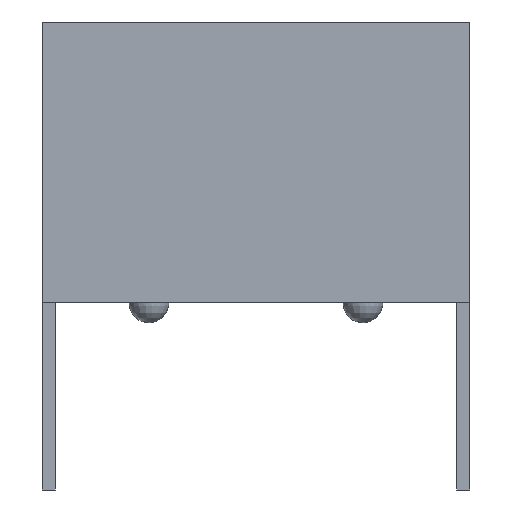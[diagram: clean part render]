
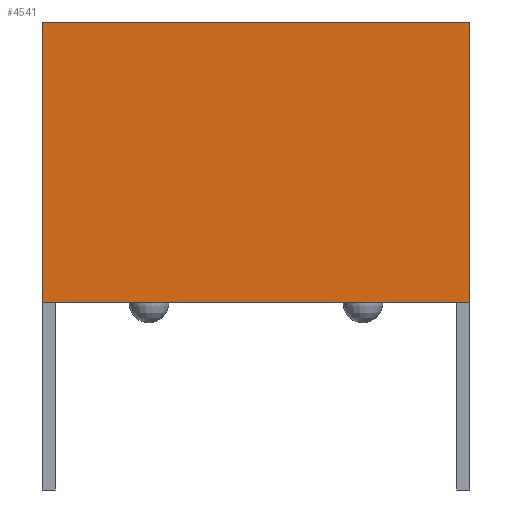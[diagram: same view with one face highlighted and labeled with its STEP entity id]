
A CAD part, front view. The second image highlights one B-rep face of the part: STEP entity #4541.
In plain terms, the highlighted face is a extrusion surface.
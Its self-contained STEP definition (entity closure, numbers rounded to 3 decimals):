
#1388 = SURFACE_OF_LINEAR_EXTRUSION('',#1389,#1393);
#1389 = LINE('',#1390,#1391);
#1390 = CARTESIAN_POINT('',(-4.064,3.81,0.456));
#1391 = VECTOR('',#1392,1.);
#1392 = DIRECTION('',(0.,-1.,0.));
#1393 = VECTOR('',#1394,1.);
#1394 = DIRECTION('',(0.,0.,1.));
#1434 = SURFACE_OF_LINEAR_EXTRUSION('',#1435,#1439);
#1435 = LINE('',#1436,#1437);
#1436 = CARTESIAN_POINT('',(-4.064,3.81,0.456));
#1437 = VECTOR('',#1438,1.);
#1438 = DIRECTION('',(1.,0.,0.));
#1439 = VECTOR('',#1440,1.);
#1440 = DIRECTION('',(0.,-1.,0.));
#1489 = VERTEX_POINT('',#1490);
#1490 = CARTESIAN_POINT('',(4.064,-3.81,0.456));
#1503 = SURFACE_OF_LINEAR_EXTRUSION('',#1504,#1508);
#1504 = LINE('',#1505,#1506);
#1505 = CARTESIAN_POINT('',(4.064,-3.81,0.456));
#1506 = VECTOR('',#1507,1.);
#1507 = DIRECTION('',(0.,1.,0.));
#1508 = VECTOR('',#1509,1.);
#1509 = DIRECTION('',(0.,0.,1.));
#1516 = EDGE_CURVE('',#1489,#1517,#1519,.T.);
#1517 = VERTEX_POINT('',#1518);
#1518 = CARTESIAN_POINT('',(-4.064,-3.81,0.456));
#1519 = SURFACE_CURVE('',#1520,(#1524,#1530),.PCURVE_S1.);
#1520 = LINE('',#1521,#1522);
#1521 = CARTESIAN_POINT('',(4.064,-3.81,0.456));
#1522 = VECTOR('',#1523,1.);
#1523 = DIRECTION('',(-1.,0.,0.));
#1524 = PCURVE('',#1434,#1525);
#1525 = DEFINITIONAL_REPRESENTATION('',(#1526),#1529);
#1526 = B_SPLINE_CURVE_WITH_KNOTS('',1,(#1527,#1528),.UNSPECIFIED.,.F.,
  .F.,(2,2),(0.,8.128),.PIECEWISE_BEZIER_KNOTS.);
#1527 = CARTESIAN_POINT('',(8.128,7.62));
#1528 = CARTESIAN_POINT('',(0.,7.62));
#1529 = ( GEOMETRIC_REPRESENTATION_CONTEXT(2) 
PARAMETRIC_REPRESENTATION_CONTEXT() REPRESENTATION_CONTEXT('2D SPACE',''
  ) );
#1530 = PCURVE('',#1531,#1538);
#1531 = SURFACE_OF_LINEAR_EXTRUSION('',#1532,#1536);
#1532 = LINE('',#1533,#1534);
#1533 = CARTESIAN_POINT('',(-4.064,-3.81,0.456));
#1534 = VECTOR('',#1535,1.);
#1535 = DIRECTION('',(1.,0.,0.));
#1536 = VECTOR('',#1537,1.);
#1537 = DIRECTION('',(0.,0.,1.));
#1538 = DEFINITIONAL_REPRESENTATION('',(#1539),#1542);
#1539 = B_SPLINE_CURVE_WITH_KNOTS('',1,(#1540,#1541),.UNSPECIFIED.,.F.,
  .F.,(2,2),(0.,8.128),.PIECEWISE_BEZIER_KNOTS.);
#1540 = CARTESIAN_POINT('',(8.128,0.));
#1541 = CARTESIAN_POINT('',(0.,0.));
#1542 = ( GEOMETRIC_REPRESENTATION_CONTEXT(2) 
PARAMETRIC_REPRESENTATION_CONTEXT() REPRESENTATION_CONTEXT('2D SPACE',''
  ) );
#2487 = EDGE_CURVE('',#1517,#2488,#2490,.T.);
#2488 = VERTEX_POINT('',#2489);
#2489 = CARTESIAN_POINT('',(-4.064,-3.81,5.79));
#2490 = SURFACE_CURVE('',#2491,(#2495,#2501),.PCURVE_S1.);
#2491 = LINE('',#2492,#2493);
#2492 = CARTESIAN_POINT('',(-4.064,-3.81,0.456));
#2493 = VECTOR('',#2494,1.);
#2494 = DIRECTION('',(0.,0.,1.));
#2495 = PCURVE('',#1388,#2496);
#2496 = DEFINITIONAL_REPRESENTATION('',(#2497),#2500);
#2497 = B_SPLINE_CURVE_WITH_KNOTS('',1,(#2498,#2499),.UNSPECIFIED.,.F.,
  .F.,(2,2),(0.,5.334),.PIECEWISE_BEZIER_KNOTS.);
#2498 = CARTESIAN_POINT('',(7.62,0.));
#2499 = CARTESIAN_POINT('',(7.62,5.334));
#2500 = ( GEOMETRIC_REPRESENTATION_CONTEXT(2) 
PARAMETRIC_REPRESENTATION_CONTEXT() REPRESENTATION_CONTEXT('2D SPACE',''
  ) );
#2501 = PCURVE('',#1531,#2502);
#2502 = DEFINITIONAL_REPRESENTATION('',(#2503),#2506);
#2503 = B_SPLINE_CURVE_WITH_KNOTS('',1,(#2504,#2505),.UNSPECIFIED.,.F.,
  .F.,(2,2),(0.,5.334),.PIECEWISE_BEZIER_KNOTS.);
#2504 = CARTESIAN_POINT('',(0.,0.));
#2505 = CARTESIAN_POINT('',(0.,5.334));
#2506 = ( GEOMETRIC_REPRESENTATION_CONTEXT(2) 
PARAMETRIC_REPRESENTATION_CONTEXT() REPRESENTATION_CONTEXT('2D SPACE',''
  ) );
#2523 = SURFACE_OF_LINEAR_EXTRUSION('',#2524,#2528);
#2524 = LINE('',#2525,#2526);
#2525 = CARTESIAN_POINT('',(4.064,3.81,5.79));
#2526 = VECTOR('',#2527,1.);
#2527 = DIRECTION('',(-1.,0.,0.));
#2528 = VECTOR('',#2529,1.);
#2529 = DIRECTION('',(0.,-1.,0.));
#4459 = EDGE_CURVE('',#2488,#4460,#4462,.T.);
#4460 = VERTEX_POINT('',#4461);
#4461 = CARTESIAN_POINT('',(4.064,-3.81,5.79));
#4462 = SURFACE_CURVE('',#4463,(#4467,#4473),.PCURVE_S1.);
#4463 = LINE('',#4464,#4465);
#4464 = CARTESIAN_POINT('',(-4.064,-3.81,5.79));
#4465 = VECTOR('',#4466,1.);
#4466 = DIRECTION('',(1.,0.,0.));
#4467 = PCURVE('',#2523,#4468);
#4468 = DEFINITIONAL_REPRESENTATION('',(#4469),#4472);
#4469 = B_SPLINE_CURVE_WITH_KNOTS('',1,(#4470,#4471),.UNSPECIFIED.,.F.,
  .F.,(2,2),(0.,8.128),.PIECEWISE_BEZIER_KNOTS.);
#4470 = CARTESIAN_POINT('',(8.128,7.62));
#4471 = CARTESIAN_POINT('',(0.,7.62));
#4472 = ( GEOMETRIC_REPRESENTATION_CONTEXT(2) 
PARAMETRIC_REPRESENTATION_CONTEXT() REPRESENTATION_CONTEXT('2D SPACE',''
  ) );
#4473 = PCURVE('',#1531,#4474);
#4474 = DEFINITIONAL_REPRESENTATION('',(#4475),#4478);
#4475 = B_SPLINE_CURVE_WITH_KNOTS('',1,(#4476,#4477),.UNSPECIFIED.,.F.,
  .F.,(2,2),(0.,8.128),.PIECEWISE_BEZIER_KNOTS.);
#4476 = CARTESIAN_POINT('',(0.,5.334));
#4477 = CARTESIAN_POINT('',(8.128,5.334));
#4478 = ( GEOMETRIC_REPRESENTATION_CONTEXT(2) 
PARAMETRIC_REPRESENTATION_CONTEXT() REPRESENTATION_CONTEXT('2D SPACE',''
  ) );
#4523 = EDGE_CURVE('',#4460,#1489,#4524,.T.);
#4524 = SURFACE_CURVE('',#4525,(#4529,#4535),.PCURVE_S1.);
#4525 = LINE('',#4526,#4527);
#4526 = CARTESIAN_POINT('',(4.064,-3.81,5.79));
#4527 = VECTOR('',#4528,1.);
#4528 = DIRECTION('',(0.,0.,-1.));
#4529 = PCURVE('',#1503,#4530);
#4530 = DEFINITIONAL_REPRESENTATION('',(#4531),#4534);
#4531 = B_SPLINE_CURVE_WITH_KNOTS('',1,(#4532,#4533),.UNSPECIFIED.,.F.,
  .F.,(2,2),(0.,5.334),.PIECEWISE_BEZIER_KNOTS.);
#4532 = CARTESIAN_POINT('',(0.,5.334));
#4533 = CARTESIAN_POINT('',(0.,0.));
#4534 = ( GEOMETRIC_REPRESENTATION_CONTEXT(2) 
PARAMETRIC_REPRESENTATION_CONTEXT() REPRESENTATION_CONTEXT('2D SPACE',''
  ) );
#4535 = PCURVE('',#1531,#4536);
#4536 = DEFINITIONAL_REPRESENTATION('',(#4537),#4540);
#4537 = B_SPLINE_CURVE_WITH_KNOTS('',1,(#4538,#4539),.UNSPECIFIED.,.F.,
  .F.,(2,2),(0.,5.334),.PIECEWISE_BEZIER_KNOTS.);
#4538 = CARTESIAN_POINT('',(8.128,5.334));
#4539 = CARTESIAN_POINT('',(8.128,0.));
#4540 = ( GEOMETRIC_REPRESENTATION_CONTEXT(2) 
PARAMETRIC_REPRESENTATION_CONTEXT() REPRESENTATION_CONTEXT('2D SPACE',''
  ) );
#4541 = ADVANCED_FACE('',(#4542),#1531,.T.);
#4542 = FACE_BOUND('',#4543,.T.);
#4543 = EDGE_LOOP('',(#4544,#4545,#4546,#4547));
#4544 = ORIENTED_EDGE('',*,*,#1516,.F.);
#4545 = ORIENTED_EDGE('',*,*,#4523,.F.);
#4546 = ORIENTED_EDGE('',*,*,#4459,.F.);
#4547 = ORIENTED_EDGE('',*,*,#2487,.F.);
